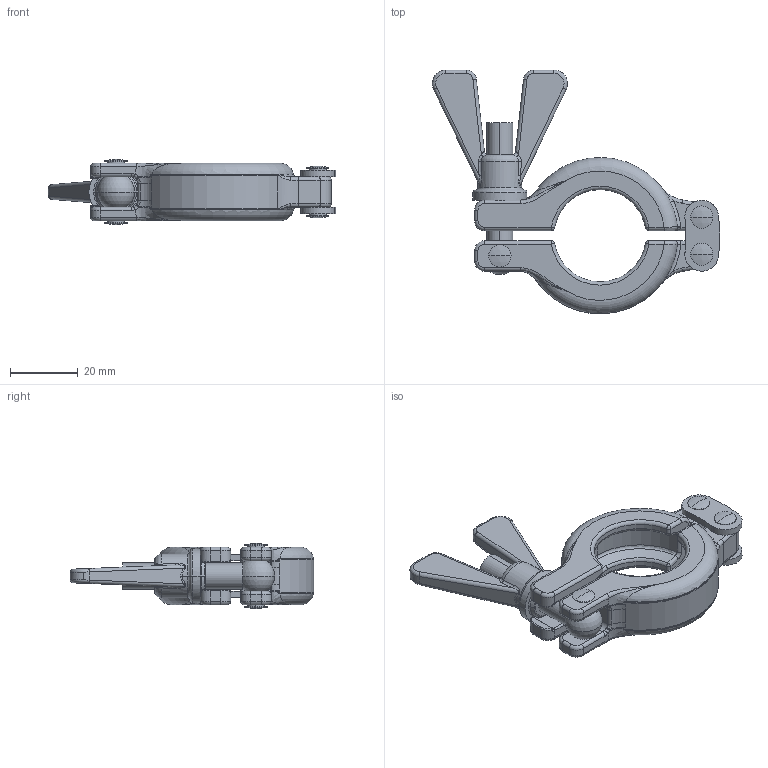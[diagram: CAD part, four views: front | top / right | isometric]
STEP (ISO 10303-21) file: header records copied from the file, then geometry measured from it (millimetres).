
FILE_DESCRIPTION (( 'STEP AP214' ), '1' );
FILE_NAME ('CL.SH.D010 BLOCK.STEP', '2020-05-19T10:24:53', ( '' ), ( '' ), 'SwSTEP 2.0', 'SolidWorks 2020', '' );
FILE_SCHEMA (( 'AUTOMOTIVE_DESIGN' ));
Length unit declared in the file: millimetre
Products named in the file (1): CL.SH.D010 BLOCK
Bounding box: 85.05 x 72.12 x 19.3 mm (x, y, z)
Volume: 24431.5 mm3; surface area: 13480.9 mm2
Topology: 3 solids, 3 shells, 466 faces, 1104 edges, 634 vertices
Faces by surface type: cylinder 172, bspline 90, torus 87, plane 65, sphere 38, cone 14
Entity records: 16797 total; most frequent: CARTESIAN_POINT 6551, DIRECTION 2191, ORIENTED_EDGE 2166, EDGE_CURVE 1083, AXIS2_PLACEMENT_3D 953, VERTEX_POINT 633, CIRCLE 576, EDGE_LOOP 490
